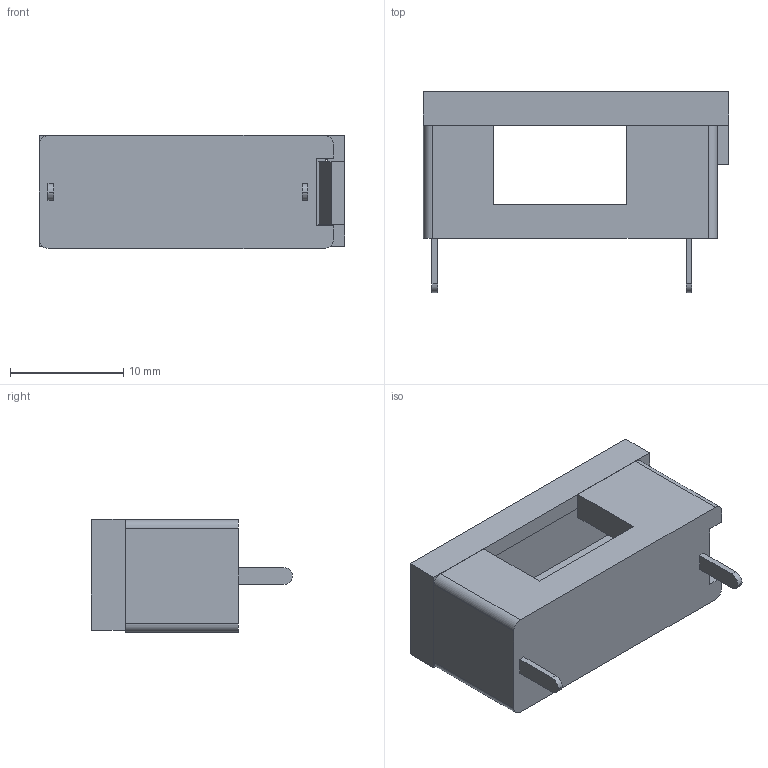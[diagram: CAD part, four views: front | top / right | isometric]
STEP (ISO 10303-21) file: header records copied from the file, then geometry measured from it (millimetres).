
FILE_DESCRIPTION(('HOOPS Exchange Step'),'2;1');
FILE_NAME('d72b5e0efd893f63d21b79284c9b1dd220200902-4000-1dwvzab.SLDPRT.step','2020-09-02T16:30:55+00:00',('converter2'),('Unknown organisation'),'HOOPS Exchange 2019.2','HOOPS Exchange','Unknown authorisation');
FILE_SCHEMA( ('AUTOMOTIVE_DESIGN { 1 0 10303 214 1 1 1 1 }') );
Length unit declared in the file: millimetre
Products named in the file (2): Default; d72b5e0efd893f63d21b79284c9b1dd220200902-4000-1dwvzab
Assembly tree (1 placements, depth 2):
  d72b5e0efd893f63d21b79284c9b1dd220200902-4000-1dwvzab
    Default
Bounding box: 27 x 17.8 x 10 mm (x, y, z)
Volume: 1595.4 mm3; surface area: 2562.3 mm2
Topology: 2 solids, 2 shells, 127 faces, 346 edges, 230 vertices
Faces by surface type: plane 108, cylinder 10, extrusion 9
Entity records: 4393 total; most frequent: CARTESIAN_POINT 1120, ORIENTED_EDGE 692, DIRECTION 601, EDGE_CURVE 346, VECTOR 315, LINE 306, VERTEX_POINT 230, AXIS2_PLACEMENT_3D 143
